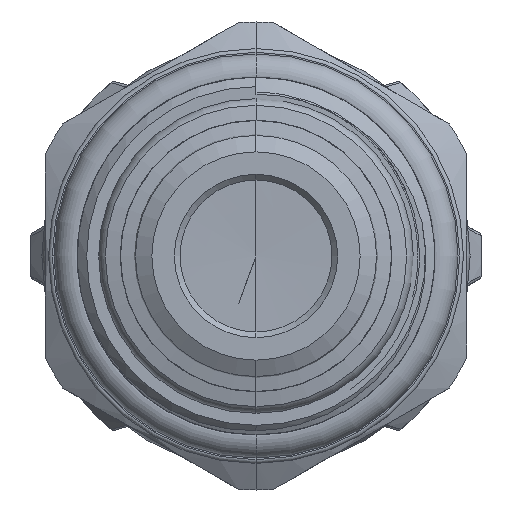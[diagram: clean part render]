
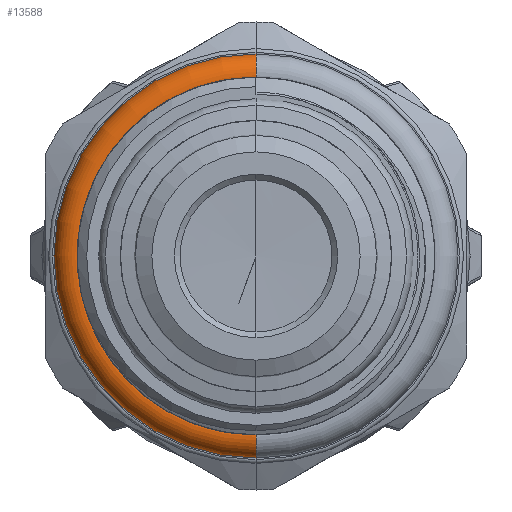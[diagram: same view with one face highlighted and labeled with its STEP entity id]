
A CAD part, left-side view. The second image highlights one B-rep face of the part: STEP entity #13588.
In plain terms, the highlighted toroidal (fillet/blend) face has major radius 9.54 mm and minor radius 1.105 mm.
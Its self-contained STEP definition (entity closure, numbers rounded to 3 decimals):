
#544 = DIRECTION ( 'NONE',  ( 1., 0., 0. ) ) ;
#1020 = CIRCLE ( 'NONE', #6897, 1.105 ) ;
#1236 = CIRCLE ( 'NONE', #8774, 8.457 ) ;
#2035 = DIRECTION ( 'NONE',  ( -1., 0., 0. ) ) ;
#2321 = ORIENTED_EDGE ( 'NONE', *, *, #11254, .T. ) ;
#2652 = EDGE_CURVE ( 'NONE', #13385, #4933, #1020, .T. ) ;
#3610 = DIRECTION ( 'NONE',  ( 0., 0., -1. ) ) ;
#4450 = CIRCLE ( 'NONE', #4654, 1.105 ) ;
#4654 = AXIS2_PLACEMENT_3D ( 'NONE', #8635, #6376, #6321 ) ;
#4688 = CARTESIAN_POINT ( 'NONE',  ( 9.481, 0., 0. ) ) ;
#4897 = TOROIDAL_SURFACE ( 'NONE', #9501, 9.54, 1.105 ) ;
#4929 = CARTESIAN_POINT ( 'NONE',  ( 10.802, 0., 0. ) ) ;
#4933 = VERTEX_POINT ( 'NONE', #5072 ) ;
#5072 = CARTESIAN_POINT ( 'NONE',  ( 9.481, 0., 8.457 ) ) ;
#5752 = FACE_OUTER_BOUND ( 'NONE', #8244, .T. ) ;
#5850 = DIRECTION ( 'NONE',  ( -1., 0., 0. ) ) ;
#6166 = VERTEX_POINT ( 'NONE', #6809 ) ;
#6321 = DIRECTION ( 'NONE',  ( 0., 0., 1. ) ) ;
#6376 = DIRECTION ( 'NONE',  ( 0., 1., 0. ) ) ;
#6523 = ORIENTED_EDGE ( 'NONE', *, *, #6726, .F. ) ;
#6582 = CARTESIAN_POINT ( 'NONE',  ( 9.7, 0., 0. ) ) ;
#6726 = EDGE_CURVE ( 'NONE', #9095, #13385, #11872, .T. ) ;
#6809 = CARTESIAN_POINT ( 'NONE',  ( 9.481, 0., -8.457 ) ) ;
#6897 = AXIS2_PLACEMENT_3D ( 'NONE', #8082, #10085, #3610 ) ;
#7181 = AXIS2_PLACEMENT_3D ( 'NONE', #4929, #544, #13638 ) ;
#7230 = ORIENTED_EDGE ( 'NONE', *, *, #13819, .F. ) ;
#8082 = CARTESIAN_POINT ( 'NONE',  ( 9.7, 0., 9.54 ) ) ;
#8244 = EDGE_LOOP ( 'NONE', ( #6523, #2321, #7230, #9556 ) ) ;
#8635 = CARTESIAN_POINT ( 'NONE',  ( 9.7, 0., -9.54 ) ) ;
#8774 = AXIS2_PLACEMENT_3D ( 'NONE', #4688, #5850, #9168 ) ;
#9095 = VERTEX_POINT ( 'NONE', #10194 ) ;
#9168 = DIRECTION ( 'NONE',  ( 0., 0., 1. ) ) ;
#9501 = AXIS2_PLACEMENT_3D ( 'NONE', #6582, #2035, #11917 ) ;
#9556 = ORIENTED_EDGE ( 'NONE', *, *, #2652, .F. ) ;
#10085 = DIRECTION ( 'NONE',  ( 0., -1., 0. ) ) ;
#10194 = CARTESIAN_POINT ( 'NONE',  ( 10.802, 0., -9.459 ) ) ;
#11254 = EDGE_CURVE ( 'NONE', #9095, #6166, #4450, .T. ) ;
#11872 = CIRCLE ( 'NONE', #7181, 9.459 ) ;
#11917 = DIRECTION ( 'NONE',  ( 0., 0., 1. ) ) ;
#12407 = CARTESIAN_POINT ( 'NONE',  ( 10.802, 0., 9.459 ) ) ;
#13385 = VERTEX_POINT ( 'NONE', #12407 ) ;
#13588 = ADVANCED_FACE ( 'NONE', ( #5752 ), #4897, .T. ) ;
#13638 = DIRECTION ( 'NONE',  ( 0., 0., 1. ) ) ;
#13819 = EDGE_CURVE ( 'NONE', #4933, #6166, #1236, .T. ) ;
